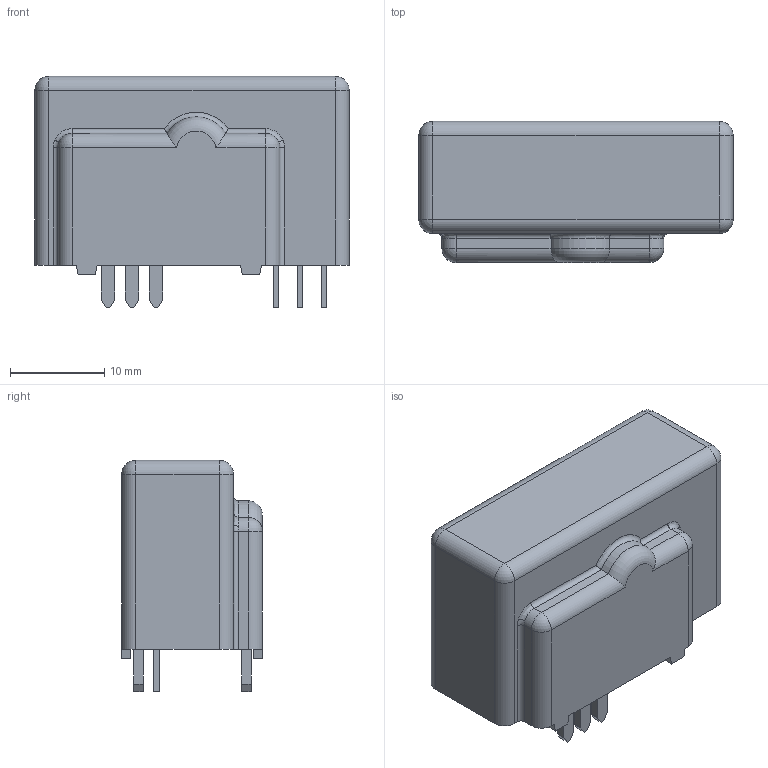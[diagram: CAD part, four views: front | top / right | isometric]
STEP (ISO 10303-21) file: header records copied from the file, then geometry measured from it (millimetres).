
FILE_DESCRIPTION(/* description */ (''),/* implementation_level */ '2;1');
FILE_NAME(/* name */ 'SENS_LEM_LAH100-P.stp',/* time_stamp */ '2016-11-15T16:18:16+01:00',/* author */ ('jchouvet'),/* organization */ (''),/* preprocessor_version */ 'ST-DEVELOPER v16.1',/* originating_system */ 'AutoCAD Mechanical',/* authorisation */ '');
FILE_SCHEMA (('AUTOMOTIVE_DESIGN { 1 0 10303 214 3 1 1 }'));
Length unit declared in the file: millimetre
Products named in the file (1): Product
Bounding box: 33.3 x 14.93 x 24.5 mm (x, y, z)
Volume: 8874 mm3; surface area: 2864 mm2
Topology: 10 solids, 10 shells, 126 faces, 298 edges, 186 vertices
Faces by surface type: plane 95, cylinder 19, sphere 6, torus 4, bspline 2
Entity records: 3668 total; most frequent: CARTESIAN_POINT 751, ORIENTED_EDGE 584, DIRECTION 578, EDGE_CURVE 292, LINE 244, VECTOR 244, VERTEX_POINT 186, AXIS2_PLACEMENT_3D 167
